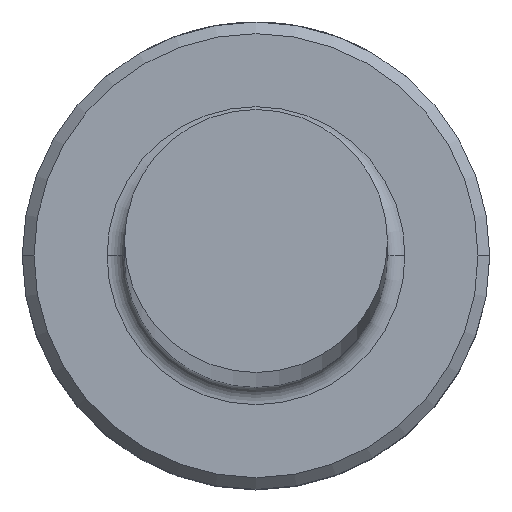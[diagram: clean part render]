
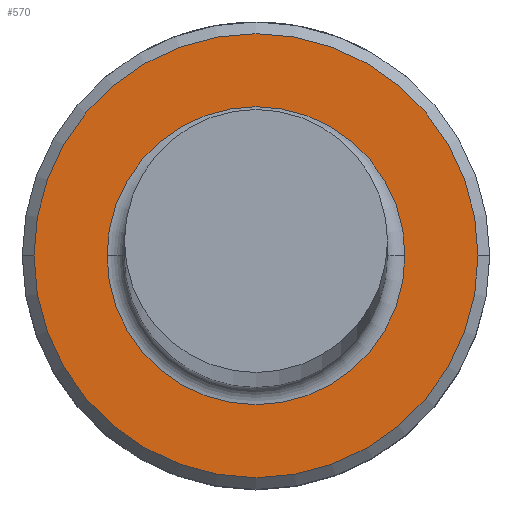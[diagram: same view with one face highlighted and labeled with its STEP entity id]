
A CAD part, top view. The second image highlights one B-rep face of the part: STEP entity #570.
In plain terms, the highlighted planar face has unit normal (0, 0, 1).
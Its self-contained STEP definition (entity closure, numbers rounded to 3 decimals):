
#10 = VERTEX_POINT ( 'NONE', #552 ) ;
#61 = ORIENTED_EDGE ( 'NONE', *, *, #1036, .T. ) ;
#62 = FACE_BOUND ( 'NONE', #1074, .T. ) ;
#69 = CIRCLE ( 'NONE', #544, 3.8 ) ;
#80 = DIRECTION ( 'NONE',  ( 0., 0., 1. ) ) ;
#99 = CARTESIAN_POINT ( 'NONE',  ( 3.8, 0., 6. ) ) ;
#156 = EDGE_CURVE ( 'NONE', #1123, #10, #157, .T. ) ;
#157 = CIRCLE ( 'NONE', #507, 2.55 ) ;
#221 = CARTESIAN_POINT ( 'NONE',  ( 0., 0., 6. ) ) ;
#249 = CIRCLE ( 'NONE', #605, 3.8 ) ;
#300 = CARTESIAN_POINT ( 'NONE',  ( 0., 0., 6. ) ) ;
#314 = DIRECTION ( 'NONE',  ( 1., 0., 0. ) ) ;
#371 = ORIENTED_EDGE ( 'NONE', *, *, #482, .T. ) ;
#382 = DIRECTION ( 'NONE',  ( -1., 0., 0. ) ) ;
#482 = EDGE_CURVE ( 'NONE', #936, #961, #69, .T. ) ;
#507 = AXIS2_PLACEMENT_3D ( 'NONE', #724, #834, #1002 ) ;
#542 = DIRECTION ( 'NONE',  ( 1., 0., 0. ) ) ;
#544 = AXIS2_PLACEMENT_3D ( 'NONE', #604, #80, #690 ) ;
#552 = CARTESIAN_POINT ( 'NONE',  ( -2.55, 0., 6. ) ) ;
#570 = ADVANCED_FACE ( 'NONE', ( #946, #62 ), #891, .T. ) ;
#604 = CARTESIAN_POINT ( 'NONE',  ( 0., 0., 6. ) ) ;
#605 = AXIS2_PLACEMENT_3D ( 'NONE', #221, #840, #314 ) ;
#690 = DIRECTION ( 'NONE',  ( 1., 0., 0. ) ) ;
#691 = ORIENTED_EDGE ( 'NONE', *, *, #800, .T. ) ;
#724 = CARTESIAN_POINT ( 'NONE',  ( 0., 0., 6. ) ) ;
#759 = EDGE_LOOP ( 'NONE', ( #691, #371 ) ) ;
#785 = ORIENTED_EDGE ( 'NONE', *, *, #156, .T. ) ;
#800 = EDGE_CURVE ( 'NONE', #961, #936, #249, .T. ) ;
#812 = DIRECTION ( 'NONE',  ( 0., 0., 1. ) ) ;
#834 = DIRECTION ( 'NONE',  ( 0., 0., -1. ) ) ;
#840 = DIRECTION ( 'NONE',  ( 0., 0., 1. ) ) ;
#844 = CARTESIAN_POINT ( 'NONE',  ( 2.55, 0., 6. ) ) ;
#848 = AXIS2_PLACEMENT_3D ( 'NONE', #300, #911, #382 ) ;
#891 = PLANE ( 'NONE',  #1115 ) ;
#911 = DIRECTION ( 'NONE',  ( 0., 0., -1. ) ) ;
#936 = VERTEX_POINT ( 'NONE', #99 ) ;
#946 = FACE_OUTER_BOUND ( 'NONE', #759, .T. ) ;
#961 = VERTEX_POINT ( 'NONE', #1067 ) ;
#985 = CARTESIAN_POINT ( 'NONE',  ( 0., 0., 6. ) ) ;
#997 = CIRCLE ( 'NONE', #848, 2.55 ) ;
#1002 = DIRECTION ( 'NONE',  ( -1., 0., 0. ) ) ;
#1036 = EDGE_CURVE ( 'NONE', #10, #1123, #997, .T. ) ;
#1067 = CARTESIAN_POINT ( 'NONE',  ( -3.8, 0., 6. ) ) ;
#1074 = EDGE_LOOP ( 'NONE', ( #61, #785 ) ) ;
#1115 = AXIS2_PLACEMENT_3D ( 'NONE', #985, #812, #542 ) ;
#1123 = VERTEX_POINT ( 'NONE', #844 ) ;
